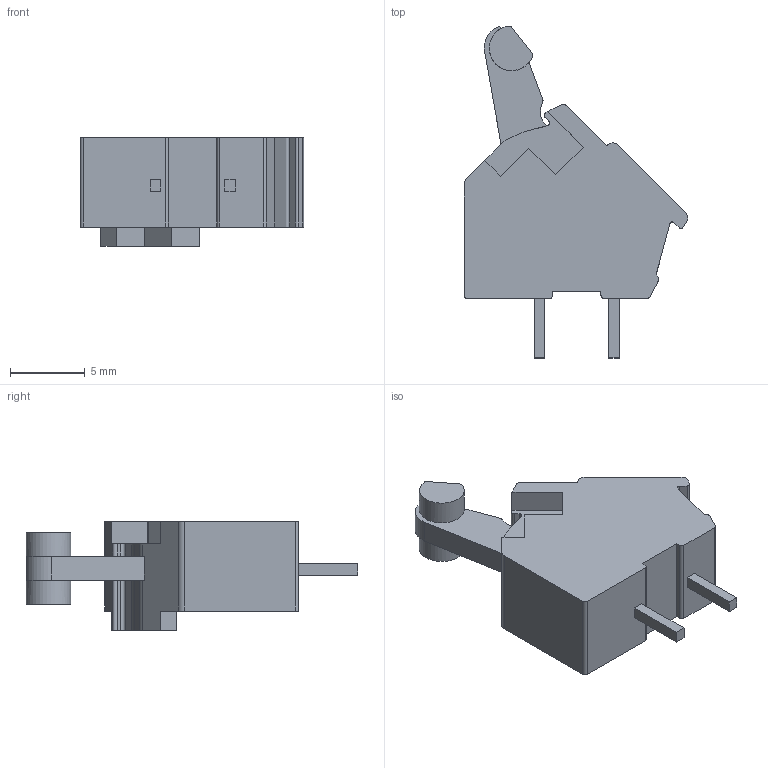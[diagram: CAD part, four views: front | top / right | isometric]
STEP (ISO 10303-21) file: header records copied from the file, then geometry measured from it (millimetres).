
FILE_DESCRIPTION((''),'2;1');
FILE_NAME('PRT0001','2024-10-15T09:55:03',('tluser'),(''),'CREO PARAMETRIC BY PTC INC, 2018100','CREO PARAMETRIC BY PTC INC, 2018100','');
FILE_SCHEMA(('CONFIG_CONTROL_DESIGN'));
Length unit declared in the file: millimetre
Products named in the file (1): PRT0001
Bounding box: 15 x 22.27 x 7.3 mm (x, y, z)
Volume: 823.2 mm3; surface area: 776.9 mm2
Topology: 1 solids, 1 shells, 120 faces, 320 edges, 205 vertices
Faces by surface type: plane 65, cylinder 45, bspline 5, sphere 2, torus 2, cone 1
Entity records: 4172 total; most frequent: CARTESIAN_POINT 1135, ORIENTED_EDGE 640, DIRECTION 610, EDGE_CURVE 320, VECTOR 220, LINE 220, VERTEX_POINT 205, AXIS2_PLACEMENT_3D 195
